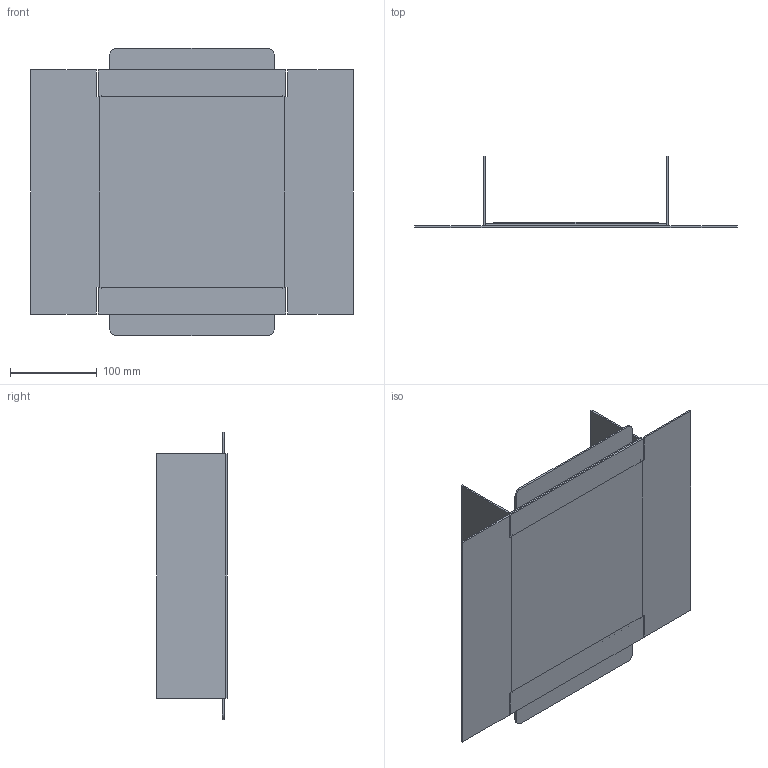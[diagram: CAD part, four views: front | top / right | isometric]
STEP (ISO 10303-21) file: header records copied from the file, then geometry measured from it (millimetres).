
FILE_DESCRIPTION (( 'STEP AP214' ), '1' );
FILE_NAME ('6192722.stp', '2018-10-25T12:43:33', ( '' ), ( '' ), 'SwSTEP 2.0', 'SolidWorks 2018', '' );
FILE_SCHEMA (( 'AUTOMOTIVE_DESIGN' ));
Length unit declared in the file: millimetre
Products named in the file (1): 6192722
Bounding box: 373 x 82 x 332 mm (x, y, z)
Volume: 458709.5 mm3; surface area: 466831 mm2
Topology: 4 solids, 4 shells, 76 faces, 192 edges, 124 vertices
Faces by surface type: plane 64, cylinder 12
Entity records: 2305 total; most frequent: CARTESIAN_POINT 393, ORIENTED_EDGE 384, DIRECTION 370, EDGE_CURVE 192, VECTOR 168, LINE 168, VERTEX_POINT 124, AXIS2_PLACEMENT_3D 101
